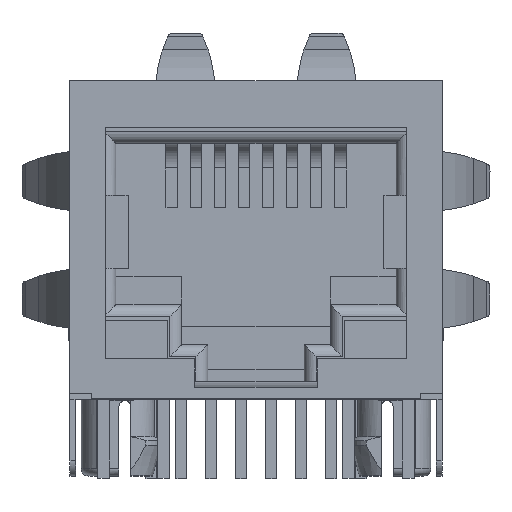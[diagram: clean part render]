
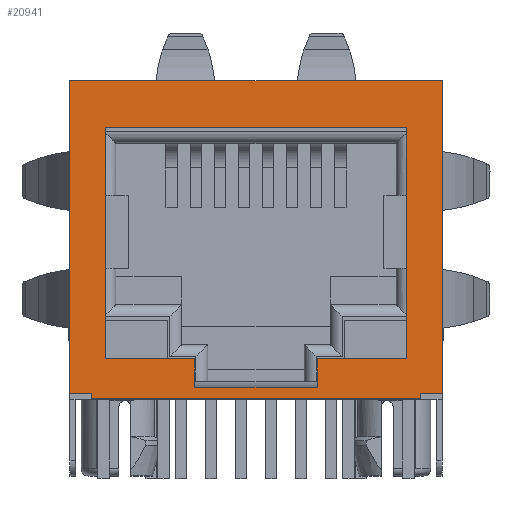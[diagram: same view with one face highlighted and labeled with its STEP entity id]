
A CAD part, top view. The second image highlights one B-rep face of the part: STEP entity #20941.
In plain terms, the highlighted planar face has unit normal (0, 0, 1).
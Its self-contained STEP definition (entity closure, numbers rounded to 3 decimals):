
#20848=AXIS2_PLACEMENT_3D('Plane Axis2P3D',#20845,#20846,#20847) ;
#15935=CARTESIAN_POINT('Vertex',(7.9,6.75,0.3)) ;
#15938=CARTESIAN_POINT('Line Origine',(7.9,0.125,0.3)) ;
#15942=CARTESIAN_POINT('Vertex',(7.9,-6.5,0.3)) ;
#16458=CARTESIAN_POINT('Vertex',(-7.9,-6.5,0.3)) ;
#16461=CARTESIAN_POINT('Line Origine',(-7.9,0.125,0.3)) ;
#16465=CARTESIAN_POINT('Vertex',(-7.9,6.75,0.3)) ;
#19013=CARTESIAN_POINT('Line Origine',(7.,-6.625,0.3)) ;
#19017=CARTESIAN_POINT('Vertex',(7.,-6.5,0.3)) ;
#19019=CARTESIAN_POINT('Vertex',(7.,-6.75,0.3)) ;
#19082=CARTESIAN_POINT('Line Origine',(-7.,-6.625,0.3)) ;
#19086=CARTESIAN_POINT('Vertex',(-7.,-6.5,0.3)) ;
#19088=CARTESIAN_POINT('Vertex',(-7.,-6.75,0.3)) ;
#20765=CARTESIAN_POINT('Line Origine',(0.,6.75,0.3)) ;
#20845=CARTESIAN_POINT('Axis2P3D Location',(0.,0.,0.3)) ;
#20850=CARTESIAN_POINT('Line Origine',(0.,-6.75,0.3)) ;
#20855=CARTESIAN_POINT('Line Origine',(7.45,-6.5,0.3)) ;
#20860=CARTESIAN_POINT('Line Origine',(-7.45,-6.5,0.3)) ;
#20875=CARTESIAN_POINT('Line Origine',(0.,-6.25,0.3)) ;
#20879=CARTESIAN_POINT('Vertex',(2.6,-6.25,0.3)) ;
#20881=CARTESIAN_POINT('Vertex',(-2.6,-6.25,0.3)) ;
#20884=CARTESIAN_POINT('Line Origine',(-2.6,-5.65,0.3)) ;
#20888=CARTESIAN_POINT('Vertex',(-2.6,-5.05,0.3)) ;
#20891=CARTESIAN_POINT('Line Origine',(-4.5,-5.05,0.3)) ;
#20895=CARTESIAN_POINT('Vertex',(-6.4,-5.05,0.3)) ;
#20898=CARTESIAN_POINT('Line Origine',(-6.4,-0.15,0.3)) ;
#20902=CARTESIAN_POINT('Vertex',(-6.4,4.75,0.3)) ;
#20905=CARTESIAN_POINT('Line Origine',(0.,4.75,0.3)) ;
#20909=CARTESIAN_POINT('Vertex',(6.4,4.75,0.3)) ;
#20912=CARTESIAN_POINT('Line Origine',(6.4,-0.15,0.3)) ;
#20916=CARTESIAN_POINT('Vertex',(6.4,-5.05,0.3)) ;
#20919=CARTESIAN_POINT('Line Origine',(4.5,-5.05,0.3)) ;
#20923=CARTESIAN_POINT('Vertex',(2.6,-5.05,0.3)) ;
#20926=CARTESIAN_POINT('Line Origine',(2.6,-5.65,0.3)) ;
#15939=DIRECTION('Vector Direction',(0.,-1.,0.)) ;
#16462=DIRECTION('Vector Direction',(0.,-1.,0.)) ;
#19014=DIRECTION('Vector Direction',(0.,-1.,0.)) ;
#19083=DIRECTION('Vector Direction',(0.,-1.,0.)) ;
#20766=DIRECTION('Vector Direction',(1.,0.,0.)) ;
#20846=DIRECTION('Axis2P3D Direction',(0.,0.,1.)) ;
#20847=DIRECTION('Axis2P3D XDirection',(1.,0.,-0.)) ;
#20851=DIRECTION('Vector Direction',(1.,0.,0.)) ;
#20856=DIRECTION('Vector Direction',(1.,0.,0.)) ;
#20861=DIRECTION('Vector Direction',(1.,0.,0.)) ;
#20876=DIRECTION('Vector Direction',(-1.,0.,0.)) ;
#20885=DIRECTION('Vector Direction',(0.,1.,0.)) ;
#20892=DIRECTION('Vector Direction',(-1.,0.,0.)) ;
#20899=DIRECTION('Vector Direction',(0.,1.,0.)) ;
#20906=DIRECTION('Vector Direction',(1.,0.,0.)) ;
#20913=DIRECTION('Vector Direction',(0.,-1.,0.)) ;
#20920=DIRECTION('Vector Direction',(-1.,0.,0.)) ;
#20927=DIRECTION('Vector Direction',(0.,-1.,0.)) ;
#15940=VECTOR('Line Direction',#15939,1.) ;
#16463=VECTOR('Line Direction',#16462,1.) ;
#19015=VECTOR('Line Direction',#19014,1.) ;
#19084=VECTOR('Line Direction',#19083,1.) ;
#20767=VECTOR('Line Direction',#20766,1.) ;
#20852=VECTOR('Line Direction',#20851,1.) ;
#20857=VECTOR('Line Direction',#20856,1.) ;
#20862=VECTOR('Line Direction',#20861,1.) ;
#20877=VECTOR('Line Direction',#20876,1.) ;
#20886=VECTOR('Line Direction',#20885,1.) ;
#20893=VECTOR('Line Direction',#20892,1.) ;
#20900=VECTOR('Line Direction',#20899,1.) ;
#20907=VECTOR('Line Direction',#20906,1.) ;
#20914=VECTOR('Line Direction',#20913,1.) ;
#20921=VECTOR('Line Direction',#20920,1.) ;
#20928=VECTOR('Line Direction',#20927,1.) ;
#20866=ORIENTED_EDGE('',*,*,#19090,.T.) ;
#20867=ORIENTED_EDGE('',*,*,#20854,.T.) ;
#20868=ORIENTED_EDGE('',*,*,#19021,.F.) ;
#20869=ORIENTED_EDGE('',*,*,#20859,.T.) ;
#20870=ORIENTED_EDGE('',*,*,#15944,.F.) ;
#20871=ORIENTED_EDGE('',*,*,#20769,.F.) ;
#20872=ORIENTED_EDGE('',*,*,#16467,.T.) ;
#20873=ORIENTED_EDGE('',*,*,#20864,.T.) ;
#20932=ORIENTED_EDGE('',*,*,#20883,.T.) ;
#20933=ORIENTED_EDGE('',*,*,#20890,.T.) ;
#20934=ORIENTED_EDGE('',*,*,#20897,.T.) ;
#20935=ORIENTED_EDGE('',*,*,#20904,.T.) ;
#20936=ORIENTED_EDGE('',*,*,#20911,.T.) ;
#20937=ORIENTED_EDGE('',*,*,#20918,.T.) ;
#20938=ORIENTED_EDGE('',*,*,#20925,.T.) ;
#20939=ORIENTED_EDGE('',*,*,#20930,.T.) ;
#20940=FACE_BOUND('',#20931,.T.) ;
#20941=ADVANCED_FACE('2\\MANIFOLD_SOLID_BREP #58',(#20874,#20940),#20849,.T.) ;
#15944=EDGE_CURVE('',#15936,#15943,#15941,.T.) ;
#16467=EDGE_CURVE('',#16466,#16459,#16464,.T.) ;
#19021=EDGE_CURVE('',#19018,#19020,#19016,.T.) ;
#19090=EDGE_CURVE('',#19087,#19089,#19085,.T.) ;
#20769=EDGE_CURVE('',#16466,#15936,#20768,.T.) ;
#20854=EDGE_CURVE('',#19089,#19020,#20853,.T.) ;
#20859=EDGE_CURVE('',#19018,#15943,#20858,.T.) ;
#20864=EDGE_CURVE('',#16459,#19087,#20863,.T.) ;
#20883=EDGE_CURVE('',#20880,#20882,#20878,.T.) ;
#20890=EDGE_CURVE('',#20882,#20889,#20887,.T.) ;
#20897=EDGE_CURVE('',#20889,#20896,#20894,.T.) ;
#20904=EDGE_CURVE('',#20896,#20903,#20901,.T.) ;
#20911=EDGE_CURVE('',#20903,#20910,#20908,.T.) ;
#20918=EDGE_CURVE('',#20910,#20917,#20915,.T.) ;
#20925=EDGE_CURVE('',#20917,#20924,#20922,.T.) ;
#20930=EDGE_CURVE('',#20924,#20880,#20929,.T.) ;
#20865=EDGE_LOOP('',(#20866,#20867,#20868,#20869,#20870,#20871,#20872,#20873)) ;
#20931=EDGE_LOOP('',(#20932,#20933,#20934,#20935,#20936,#20937,#20938,#20939)) ;
#20874=FACE_OUTER_BOUND('',#20865,.T.) ;
#15941=LINE('Line',#15938,#15940) ;
#16464=LINE('Line',#16461,#16463) ;
#19016=LINE('Line',#19013,#19015) ;
#19085=LINE('Line',#19082,#19084) ;
#20768=LINE('Line',#20765,#20767) ;
#20853=LINE('Line',#20850,#20852) ;
#20858=LINE('Line',#20855,#20857) ;
#20863=LINE('Line',#20860,#20862) ;
#20878=LINE('Line',#20875,#20877) ;
#20887=LINE('Line',#20884,#20886) ;
#20894=LINE('Line',#20891,#20893) ;
#20901=LINE('Line',#20898,#20900) ;
#20908=LINE('Line',#20905,#20907) ;
#20915=LINE('Line',#20912,#20914) ;
#20922=LINE('Line',#20919,#20921) ;
#20929=LINE('Line',#20926,#20928) ;
#20849=PLANE('',#20848) ;
#15936=VERTEX_POINT('',#15935) ;
#15943=VERTEX_POINT('',#15942) ;
#16459=VERTEX_POINT('',#16458) ;
#16466=VERTEX_POINT('',#16465) ;
#19018=VERTEX_POINT('',#19017) ;
#19020=VERTEX_POINT('',#19019) ;
#19087=VERTEX_POINT('',#19086) ;
#19089=VERTEX_POINT('',#19088) ;
#20880=VERTEX_POINT('',#20879) ;
#20882=VERTEX_POINT('',#20881) ;
#20889=VERTEX_POINT('',#20888) ;
#20896=VERTEX_POINT('',#20895) ;
#20903=VERTEX_POINT('',#20902) ;
#20910=VERTEX_POINT('',#20909) ;
#20917=VERTEX_POINT('',#20916) ;
#20924=VERTEX_POINT('',#20923) ;
